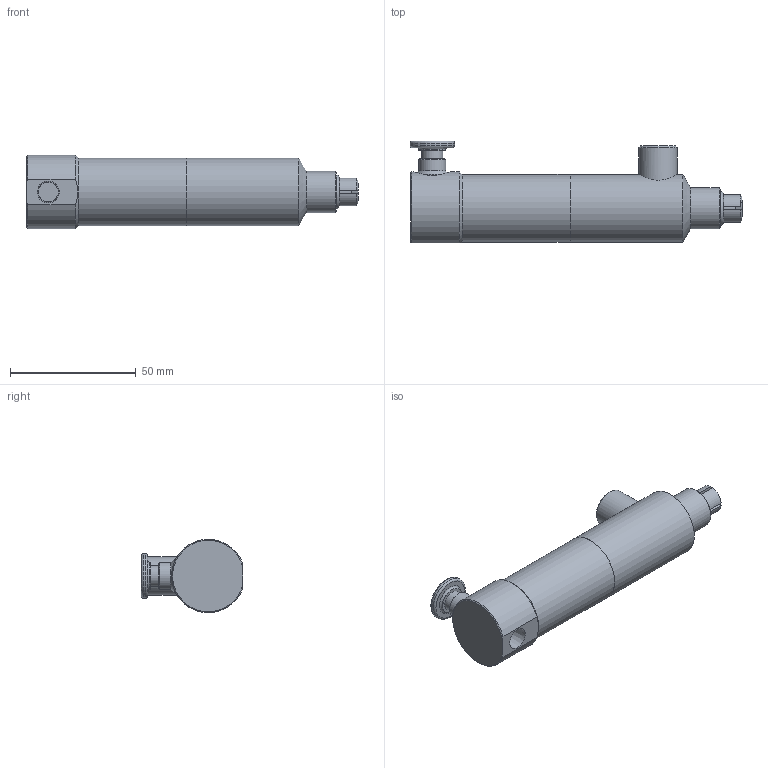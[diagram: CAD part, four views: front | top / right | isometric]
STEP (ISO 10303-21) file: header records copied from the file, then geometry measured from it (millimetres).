
FILE_DESCRIPTION(/* description */ (''),/* implementation_level */ '2;1');
FILE_NAME(/* name */ 'FNV-044021.stp',/* time_stamp */ '2020-08-19T10:32:37-05:00',/* author */ ('scott.gulden'),/* organization */ ('FasTest,Inc.'),/* preprocessor_version */ 'ST-DEVELOPER v17.2',/* originating_system */ 'Autodesk Inventor 2019',/* authorisation */ '');
FILE_SCHEMA (('AUTOMOTIVE_DESIGN { 1 0 10303 214 3 1 1 }'));
Length unit declared in the file: inch
Products named in the file (1): FNV-044021
Bounding box: 132.22 x 40.41 x 29.21 mm (x, y, z)
Volume: 69187.7 mm3; surface area: 15256 mm2
Topology: 2 solids, 2 shells, 115 faces, 349 edges, 232 vertices
Faces by surface type: plane 46, cylinder 34, cone 21, torus 13, sphere 1
Full cylindrical faces by diameter (mm): 7.95 x2, 8.382 x1, 10.668 x2, 13.411 x1, 13.716 x1, 15.189 x1, 16.383 x1, 17.78 x1, 24.943 x1, 26.924 x2
Entity records: 4265 total; most frequent: CARTESIAN_POINT 1046, ORIENTED_EDGE 696, DIRECTION 674, EDGE_CURVE 348, AXIS2_PLACEMENT_3D 273, VERTEX_POINT 232, CIRCLE 157, EDGE_LOOP 130
